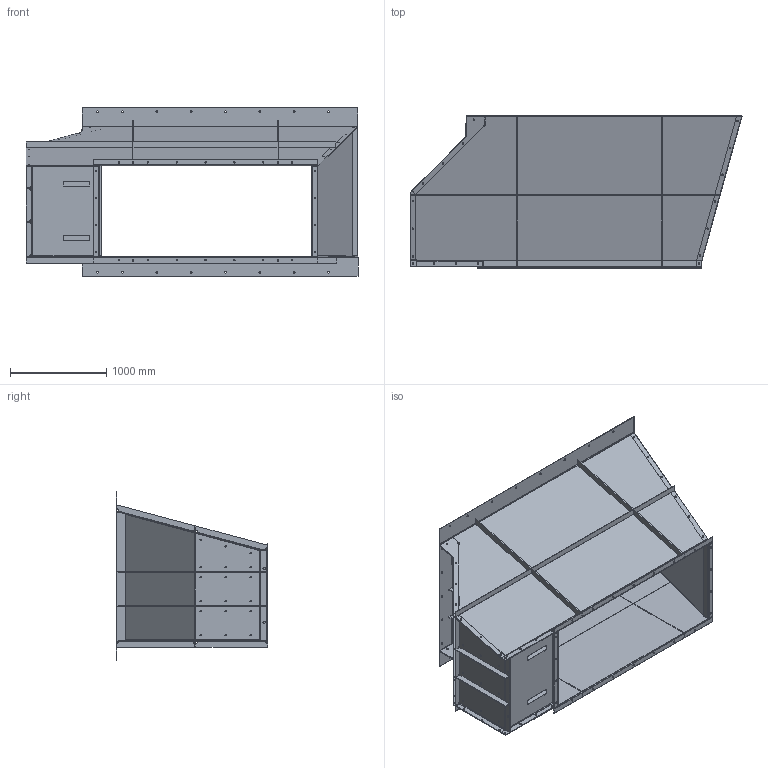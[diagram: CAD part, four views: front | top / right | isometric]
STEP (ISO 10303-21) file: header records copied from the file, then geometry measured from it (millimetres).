
FILE_DESCRIPTION (( 'STEP AP214' ), '1' );
FILE_NAME ('30757-TT03-151.STEP', '2018-10-10T11:21:40', ( 'ALLIA' ), ( '' ), 'SwSTEP 2.0', 'SolidWorks 2016', '' );
FILE_SCHEMA (( 'AUTOMOTIVE_DESIGN' ));
Length unit declared in the file: millimetre
Products named in the file (1): 30757-TT03-151
Bounding box: 3452.45 x 1580.14 x 1750 mm (x, y, z)
Volume: 94653350.8 mm3; surface area: 36268158 mm2
Topology: 24 solids, 24 shells, 713 faces, 1819 edges, 1154 vertices
Faces by surface type: cylinder 359, plane 338, bspline 16
Entity records: 23130 total; most frequent: CARTESIAN_POINT 4613, DIRECTION 3883, ORIENTED_EDGE 3638, EDGE_CURVE 1819, AXIS2_PLACEMENT_3D 1398, VERTEX_POINT 1154, LINE 1087, VECTOR 1087
